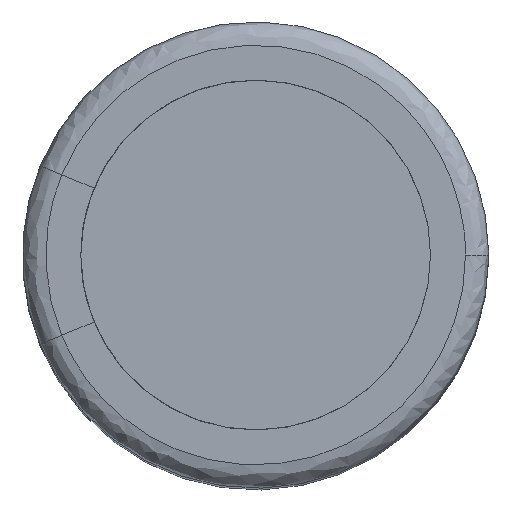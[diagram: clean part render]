
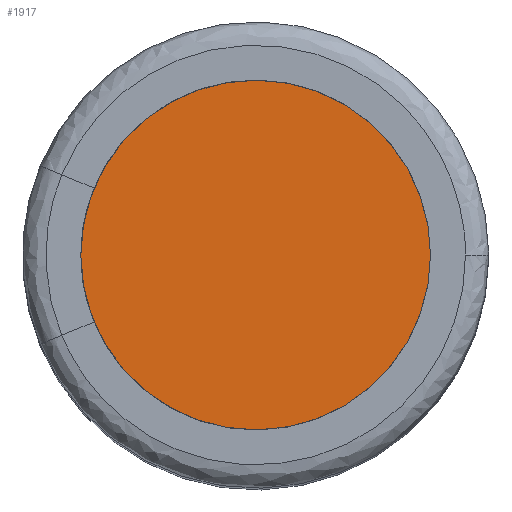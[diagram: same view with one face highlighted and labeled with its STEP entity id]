
A CAD part, top view. The second image highlights one B-rep face of the part: STEP entity #1917.
In plain terms, the highlighted planar face has unit normal (0, 0, 1).
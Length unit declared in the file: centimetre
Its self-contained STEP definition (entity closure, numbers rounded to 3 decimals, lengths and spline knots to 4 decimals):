
#160 = PLANE ( 'NONE',  #1871 ) ;
#165 = DIRECTION ( 'NONE',  ( 1., 0., 0. ) ) ;
#182 = ORIENTED_EDGE ( 'NONE', *, *, #1310, .T. ) ;
#450 = DIRECTION ( 'NONE',  ( 0., 0., 1. ) ) ;
#495 = CARTESIAN_POINT ( 'NONE',  ( -0.4688, 0., 2.99 ) ) ;
#613 = DIRECTION ( 'NONE',  ( 1., 0., 0. ) ) ;
#643 = CARTESIAN_POINT ( 'NONE',  ( 0., 0., 2.99 ) ) ;
#735 = VERTEX_POINT ( 'NONE', #1228 ) ;
#947 = VERTEX_POINT ( 'NONE', #495 ) ;
#976 = EDGE_LOOP ( 'NONE', ( #182, #1163 ) ) ;
#1036 = AXIS2_PLACEMENT_3D ( 'NONE', #1260, #450, #613 ) ;
#1142 = DIRECTION ( 'NONE',  ( 0., 0., 1. ) ) ;
#1163 = ORIENTED_EDGE ( 'NONE', *, *, #2007, .T. ) ;
#1193 = CIRCLE ( 'NONE', #1498, 0.4688 ) ;
#1228 = CARTESIAN_POINT ( 'NONE',  ( 0.4688, 0., 2.99 ) ) ;
#1260 = CARTESIAN_POINT ( 'NONE',  ( 0., 0., 2.99 ) ) ;
#1310 = EDGE_CURVE ( 'NONE', #735, #947, #1850, .T. ) ;
#1460 = DIRECTION ( 'NONE',  ( 1., 0., 0. ) ) ;
#1498 = AXIS2_PLACEMENT_3D ( 'NONE', #1935, #1142, #1460 ) ;
#1850 = CIRCLE ( 'NONE', #1036, 0.4688 ) ;
#1871 = AXIS2_PLACEMENT_3D ( 'NONE', #643, #1951, #165 ) ;
#1917 = ADVANCED_FACE ( 'NONE', ( #1980 ), #160, .T. ) ;
#1935 = CARTESIAN_POINT ( 'NONE',  ( 0., 0., 2.99 ) ) ;
#1951 = DIRECTION ( 'NONE',  ( 0., 0., 1. ) ) ;
#1980 = FACE_OUTER_BOUND ( 'NONE', #976, .T. ) ;
#2007 = EDGE_CURVE ( 'NONE', #947, #735, #1193, .T. ) ;
